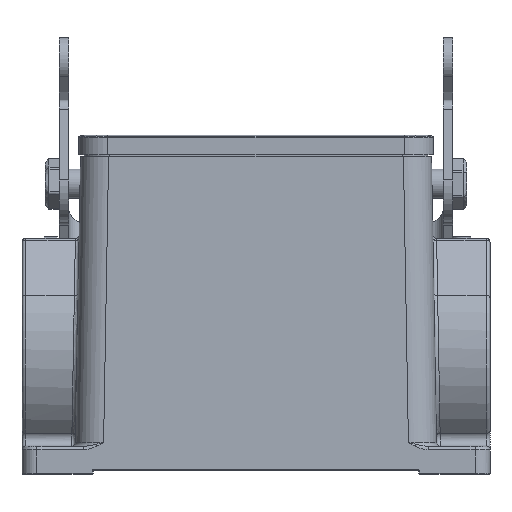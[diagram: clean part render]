
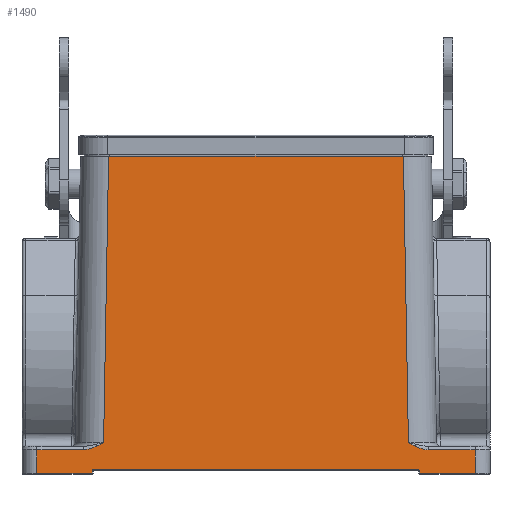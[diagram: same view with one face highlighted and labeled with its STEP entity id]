
A CAD part, front view. The second image highlights one B-rep face of the part: STEP entity #1490.
In plain terms, the highlighted planar face has unit normal (0, -1, 0.018).
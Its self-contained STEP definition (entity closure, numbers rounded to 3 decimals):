
#160=B_SPLINE_CURVE_WITH_KNOTS('',3,(#15380,#15381,#15382,#15383),
 .UNSPECIFIED.,.F.,.F.,(4,4),(0.,1.),.UNSPECIFIED.);
#163=B_SPLINE_CURVE_WITH_KNOTS('',3,(#15428,#15429,#15430,#15431),
 .UNSPECIFIED.,.F.,.F.,(4,4),(0.,1.),.UNSPECIFIED.);
#359=ELLIPSE('',#11043,0.6,0.6);
#360=ELLIPSE('',#11047,0.6,0.6);
#934=PLANE('',#11589);
#1490=ADVANCED_FACE('',(#2343),#934,.T.);
#2343=FACE_OUTER_BOUND('',#3023,.T.);
#3023=EDGE_LOOP('',(#6961,#6962,#6963,#6964,#6965,#6966,#6967,#6968,#6969,
#6970,#6971,#6972,#6973,#6974,#6975,#6976,#6977,#6978));
#3296=LINE('',#15502,#4018);
#3428=LINE('',#16002,#4150);
#3496=LINE('',#16524,#4218);
#3497=LINE('',#16543,#4219);
#3498=LINE('',#16562,#4220);
#3506=LINE('',#16596,#4228);
#3519=LINE('',#16813,#4241);
#3762=LINE('',#21205,#4484);
#3765=LINE('',#21300,#4487);
#3766=LINE('',#21325,#4488);
#3769=LINE('',#21353,#4491);
#3770=LINE('',#21355,#4492);
#4018=VECTOR('',#12246,1.);
#4150=VECTOR('',#12590,1.);
#4218=VECTOR('',#12916,1.);
#4219=VECTOR('',#12925,1.);
#4220=VECTOR('',#12934,1.);
#4228=VECTOR('',#12976,1.);
#4241=VECTOR('',#13097,1.);
#4484=VECTOR('',#14222,1.);
#4487=VECTOR('',#14259,1.);
#4488=VECTOR('',#14268,1.);
#4491=VECTOR('',#14283,1.);
#4492=VECTOR('',#14286,1.);
#6961=ORIENTED_EDGE('',*,*,#9799,.T.);
#6962=ORIENTED_EDGE('',*,*,#9247,.F.);
#6963=ORIENTED_EDGE('',*,*,#8842,.F.);
#6964=ORIENTED_EDGE('',*,*,#8840,.F.);
#6965=ORIENTED_EDGE('',*,*,#9823,.T.);
#6966=ORIENTED_EDGE('',*,*,#8848,.T.);
#6967=ORIENTED_EDGE('',*,*,#9203,.T.);
#6968=ORIENTED_EDGE('',*,*,#9186,.F.);
#6969=ORIENTED_EDGE('',*,*,#9184,.F.);
#6970=ORIENTED_EDGE('',*,*,#9182,.T.);
#6971=ORIENTED_EDGE('',*,*,#9180,.F.);
#6972=ORIENTED_EDGE('',*,*,#9178,.F.);
#6973=ORIENTED_EDGE('',*,*,#9032,.T.);
#6974=ORIENTED_EDGE('',*,*,#9812,.T.);
#6975=ORIENTED_EDGE('',*,*,#9816,.T.);
#6976=ORIENTED_EDGE('',*,*,#8836,.F.);
#6977=ORIENTED_EDGE('',*,*,#8831,.F.);
#6978=ORIENTED_EDGE('',*,*,#9822,.F.);
#7819=VERTEX_POINT('',#15354);
#7820=VERTEX_POINT('',#15355);
#7823=VERTEX_POINT('',#15372);
#7824=VERTEX_POINT('',#15416);
#7827=VERTEX_POINT('',#15427);
#7828=VERTEX_POINT('',#15472);
#7830=VERTEX_POINT('',#15478);
#7832=VERTEX_POINT('',#15501);
#7960=VERTEX_POINT('',#16003);
#7961=VERTEX_POINT('',#16004);
#8040=VERTEX_POINT('',#16525);
#8041=VERTEX_POINT('',#16529);
#8042=VERTEX_POINT('',#16544);
#8043=VERTEX_POINT('',#16548);
#8044=VERTEX_POINT('',#16563);
#8065=VERTEX_POINT('',#16814);
#8407=VERTEX_POINT('',#21183);
#8411=VERTEX_POINT('',#21301);
#8831=EDGE_CURVE('',#7819,#7820,#10241,.T.);
#8836=EDGE_CURVE('',#7820,#7823,#160,.T.);
#8840=EDGE_CURVE('',#7827,#7824,#163,.T.);
#8842=EDGE_CURVE('',#7824,#7828,#10244,.T.);
#8848=EDGE_CURVE('',#7830,#7832,#3296,.T.);
#9032=EDGE_CURVE('',#7960,#7961,#3428,.T.);
#9178=EDGE_CURVE('',#7960,#8040,#3496,.T.);
#9180=EDGE_CURVE('',#8040,#8041,#359,.T.);
#9182=EDGE_CURVE('',#8042,#8041,#3497,.T.);
#9184=EDGE_CURVE('',#8042,#8043,#360,.T.);
#9186=EDGE_CURVE('',#8043,#8044,#3498,.T.);
#9203=EDGE_CURVE('',#7832,#8044,#3506,.T.);
#9247=EDGE_CURVE('',#7828,#8065,#3519,.T.);
#9799=EDGE_CURVE('',#8407,#8065,#3762,.T.);
#9812=EDGE_CURVE('',#7961,#8411,#3765,.T.);
#9816=EDGE_CURVE('',#8411,#7823,#3766,.T.);
#9822=EDGE_CURVE('',#8407,#7819,#3769,.T.);
#9823=EDGE_CURVE('',#7827,#7830,#3770,.T.);
#10241=CIRCLE('',#10795,35.043);
#10244=CIRCLE('',#10799,35.099);
#10795=AXIS2_PLACEMENT_3D('',#15353,#12224,#12225);
#10799=AXIS2_PLACEMENT_3D('',#15473,#12232,#12233);
#11043=AXIS2_PLACEMENT_3D('',#16528,#12921,#12922);
#11047=AXIS2_PLACEMENT_3D('',#16547,#12930,#12931);
#11589=AXIS2_PLACEMENT_3D('',#21356,#14287,#14288);
#12224=DIRECTION('',(0.,-1.,0.017));
#12225=DIRECTION('',(0.,0.017,1.));
#12232=DIRECTION('',(0.,-1.,0.017));
#12233=DIRECTION('',(0.,0.017,1.));
#12246=DIRECTION('',(0.,-0.017,-1.));
#12590=DIRECTION('',(1.,0.,0.));
#12916=DIRECTION('',(0.,0.017,1.));
#12921=DIRECTION('',(0.,-1.,0.017));
#12922=DIRECTION('',(0.,0.017,1.));
#12925=DIRECTION('',(1.,0.,0.));
#12930=DIRECTION('',(0.,-1.,0.017));
#12931=DIRECTION('',(0.,-0.017,-1.));
#12934=DIRECTION('',(0.,-0.017,-1.));
#12976=DIRECTION('',(1.,0.,0.));
#13097=DIRECTION('',(0.017,0.017,1.));
#14222=DIRECTION('',(-1.,0.,0.));
#14259=DIRECTION('',(0.,0.017,1.));
#14268=DIRECTION('',(-1.,0.,0.));
#14283=DIRECTION('',(0.017,-0.017,-1.));
#14286=DIRECTION('',(-1.,0.,0.));
#14287=DIRECTION('',(0.,-1.,0.017));
#14288=DIRECTION('',(0.,-0.017,-1.));
#15353=CARTESIAN_POINT('',(58.016,-42.57,-4.601));
#15354=CARTESIAN_POINT('',(40.708,-43.102,-35.067));
#15355=CARTESIAN_POINT('',(42.569,-43.119,-36.05));
#15372=CARTESIAN_POINT('',(46.144,-43.136,-37.033));
#15380=CARTESIAN_POINT('',(42.57,-43.119,-36.05));
#15381=CARTESIAN_POINT('',(43.696,-43.128,-36.589));
#15382=CARTESIAN_POINT('',(44.888,-43.136,-37.033));
#15383=CARTESIAN_POINT('',(46.144,-43.136,-37.033));
#15416=CARTESIAN_POINT('',(-42.569,-43.119,-36.05));
#15427=CARTESIAN_POINT('',(-46.144,-43.136,-37.033));
#15428=CARTESIAN_POINT('',(-46.144,-43.136,-37.033));
#15429=CARTESIAN_POINT('',(-44.888,-43.136,-37.033));
#15430=CARTESIAN_POINT('',(-43.696,-43.128,-36.589));
#15431=CARTESIAN_POINT('',(-42.57,-43.119,-36.05));
#15472=CARTESIAN_POINT('',(-40.708,-43.102,-35.067));
#15473=CARTESIAN_POINT('',(-58.042,-42.569,-4.551));
#15478=CARTESIAN_POINT('',(-58.5,-43.136,-37.033));
#15501=CARTESIAN_POINT('',(-58.5,-43.245,-43.245));
#15502=CARTESIAN_POINT('',(-58.5,-43.25,-43.55));
#16002=CARTESIAN_POINT('',(-65.59,-43.245,-43.245));
#16003=CARTESIAN_POINT('',(43.8,-43.245,-43.245));
#16004=CARTESIAN_POINT('',(58.5,-43.245,-43.245));
#16524=CARTESIAN_POINT('',(43.8,-43.25,-43.55));
#16525=CARTESIAN_POINT('',(43.8,-43.238,-42.845));
#16528=CARTESIAN_POINT('',(43.2,-43.238,-42.845));
#16529=CARTESIAN_POINT('',(43.2,-43.227,-42.245));
#16543=CARTESIAN_POINT('',(-65.59,-43.227,-42.245));
#16544=CARTESIAN_POINT('',(-43.2,-43.227,-42.245));
#16547=CARTESIAN_POINT('',(-43.2,-43.238,-42.845));
#16548=CARTESIAN_POINT('',(-43.8,-43.238,-42.845));
#16562=CARTESIAN_POINT('',(-43.8,-43.25,-43.55));
#16563=CARTESIAN_POINT('',(-43.8,-43.245,-43.245));
#16596=CARTESIAN_POINT('',(-65.59,-43.245,-43.245));
#16813=CARTESIAN_POINT('',(-40.863,-43.258,-43.981));
#16814=CARTESIAN_POINT('',(-39.374,-41.768,41.352));
#21183=CARTESIAN_POINT('',(39.374,-41.768,41.352));
#21205=CARTESIAN_POINT('',(-65.59,-41.768,41.352));
#21300=CARTESIAN_POINT('',(58.5,-43.25,-43.55));
#21301=CARTESIAN_POINT('',(58.5,-43.136,-37.033));
#21325=CARTESIAN_POINT('',(-65.59,-43.136,-37.033));
#21353=CARTESIAN_POINT('',(40.754,-43.149,-37.737));
#21355=CARTESIAN_POINT('',(-65.59,-43.136,-37.033));
#21356=CARTESIAN_POINT('',(-65.59,-43.25,-43.55));
